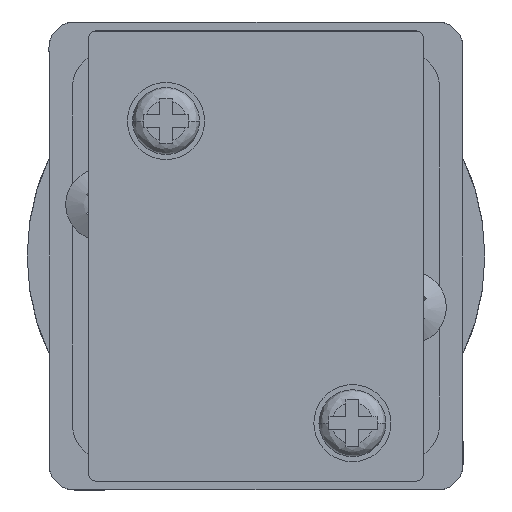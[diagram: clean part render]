
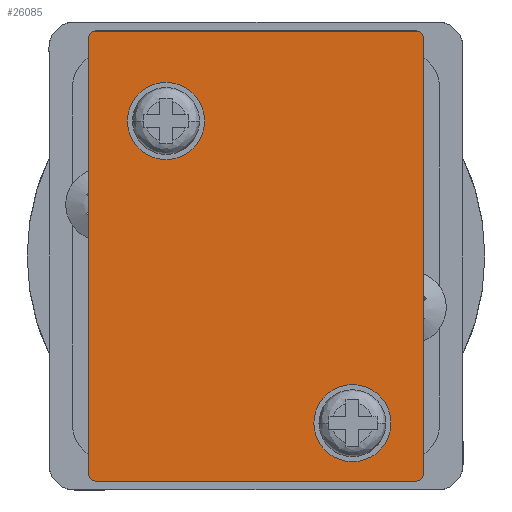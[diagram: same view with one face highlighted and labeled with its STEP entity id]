
A CAD part, front view. The second image highlights one B-rep face of the part: STEP entity #26085.
In plain terms, the highlighted planar face has unit normal (0, -1, 0).
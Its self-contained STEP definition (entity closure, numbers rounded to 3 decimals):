
#150 = AXIS2_PLACEMENT_3D ( 'NONE', #48256, #24013, #52327 ) ;
#183 = DIRECTION ( 'NONE',  ( -1., 0., 0. ) ) ;
#1178 = DIRECTION ( 'NONE',  ( -1., 0., 0. ) ) ;
#2094 = ORIENTED_EDGE ( 'NONE', *, *, #2938, .F. ) ;
#2363 = PLANE ( 'NONE',  #24955 ) ;
#2938 = EDGE_CURVE ( 'NONE', #5815, #19166, #17067, .T. ) ;
#3217 = CARTESIAN_POINT ( 'NONE',  ( -7., -41.361, -24.361 ) ) ;
#3387 = VERTEX_POINT ( 'NONE', #40019 ) ;
#3651 = CARTESIAN_POINT ( 'NONE',  ( 10.5, -41.361, -47.861 ) ) ;
#3920 = DIRECTION ( 'NONE',  ( 1., 0., 0. ) ) ;
#4069 = DIRECTION ( 'NONE',  ( 0., 0., 1. ) ) ;
#5107 = FACE_BOUND ( 'NONE', #22358, .T. ) ;
#5568 = AXIS2_PLACEMENT_3D ( 'NONE', #20985, #49318, #25068 ) ;
#5815 = VERTEX_POINT ( 'NONE', #34164 ) ;
#6025 = CARTESIAN_POINT ( 'NONE',  ( 13., -41.361, -17.861 ) ) ;
#6425 = DIRECTION ( 'NONE',  ( 0., 1., 0. ) ) ;
#7266 = DIRECTION ( 'NONE',  ( 1., 0., 0. ) ) ;
#7667 = EDGE_LOOP ( 'NONE', ( #10825, #44327 ) ) ;
#8584 = LINE ( 'NONE', #17566, #19397 ) ;
#8763 = CARTESIAN_POINT ( 'NONE',  ( 12.5, -41.361, -17.361 ) ) ;
#9362 = VECTOR ( 'NONE', #4069, 1000. ) ;
#10150 = AXIS2_PLACEMENT_3D ( 'NONE', #49741, #25475, #1178 ) ;
#10825 = ORIENTED_EDGE ( 'NONE', *, *, #47688, .F. ) ;
#11075 = DIRECTION ( 'NONE',  ( 0., -1., 0. ) ) ;
#11624 = CARTESIAN_POINT ( 'NONE',  ( -13., -41.361, -51.861 ) ) ;
#12107 = VERTEX_POINT ( 'NONE', #3651 ) ;
#12771 = LINE ( 'NONE', #23481, #33113 ) ;
#13645 = EDGE_CURVE ( 'NONE', #20044, #22525, #31890, .T. ) ;
#13646 = ORIENTED_EDGE ( 'NONE', *, *, #20037, .F. ) ;
#14238 = EDGE_CURVE ( 'NONE', #22762, #19336, #46986, .T. ) ;
#14525 = CIRCLE ( 'NONE', #40165, 3. ) ;
#14667 = VERTEX_POINT ( 'NONE', #29320 ) ;
#17067 = CIRCLE ( 'NONE', #10150, 0.5 ) ;
#17188 = FACE_OUTER_BOUND ( 'NONE', #42407, .T. ) ;
#17471 = ORIENTED_EDGE ( 'NONE', *, *, #47999, .F. ) ;
#17566 = CARTESIAN_POINT ( 'NONE',  ( -13., -41.361, -34.861 ) ) ;
#19166 = VERTEX_POINT ( 'NONE', #49423 ) ;
#19336 = VERTEX_POINT ( 'NONE', #6025 ) ;
#19397 = VECTOR ( 'NONE', #45884, 1000. ) ;
#20037 = EDGE_CURVE ( 'NONE', #12107, #27106, #33018, .T. ) ;
#20044 = VERTEX_POINT ( 'NONE', #39295 ) ;
#20985 = CARTESIAN_POINT ( 'NONE',  ( 7.5, -41.361, -47.861 ) ) ;
#21916 = ORIENTED_EDGE ( 'NONE', *, *, #14238, .F. ) ;
#22015 = EDGE_CURVE ( 'NONE', #5815, #19336, #40447, .T. ) ;
#22219 = VECTOR ( 'NONE', #44117, 1000. ) ;
#22358 = EDGE_LOOP ( 'NONE', ( #13646, #29866 ) ) ;
#22525 = VERTEX_POINT ( 'NONE', #11624 ) ;
#22762 = VERTEX_POINT ( 'NONE', #8763 ) ;
#22884 = DIRECTION ( 'NONE',  ( 0., 1., 0. ) ) ;
#23481 = CARTESIAN_POINT ( 'NONE',  ( 0., -41.361, -17.361 ) ) ;
#23872 = CIRCLE ( 'NONE', #27956, 3. ) ;
#24013 = DIRECTION ( 'NONE',  ( 0., 1., 0. ) ) ;
#24485 = DIRECTION ( 'NONE',  ( 0., 1., 0. ) ) ;
#24955 = AXIS2_PLACEMENT_3D ( 'NONE', #26515, #6425, #34845 ) ;
#25068 = DIRECTION ( 'NONE',  ( 1., 0., 0. ) ) ;
#25169 = ORIENTED_EDGE ( 'NONE', *, *, #42576, .F. ) ;
#25475 = DIRECTION ( 'NONE',  ( 0., 1., 0. ) ) ;
#26085 = ADVANCED_FACE ( 'NONE', ( #17188, #5107, #46954 ), #2363, .F. ) ;
#26312 = ORIENTED_EDGE ( 'NONE', *, *, #13645, .F. ) ;
#26515 = CARTESIAN_POINT ( 'NONE',  ( 0., -41.361, -34.861 ) ) ;
#27106 = VERTEX_POINT ( 'NONE', #29705 ) ;
#27867 = CARTESIAN_POINT ( 'NONE',  ( 0., -41.361, -52.361 ) ) ;
#27956 = AXIS2_PLACEMENT_3D ( 'NONE', #3217, #31625, #7266 ) ;
#28235 = DIRECTION ( 'NONE',  ( 0., -1., 0. ) ) ;
#29320 = CARTESIAN_POINT ( 'NONE',  ( -10., -41.361, -24.361 ) ) ;
#29500 = EDGE_CURVE ( 'NONE', #19166, #20044, #34289, .T. ) ;
#29705 = CARTESIAN_POINT ( 'NONE',  ( 4.5, -41.361, -47.861 ) ) ;
#29866 = ORIENTED_EDGE ( 'NONE', *, *, #49011, .F. ) ;
#31625 = DIRECTION ( 'NONE',  ( 0., -1., 0. ) ) ;
#31890 = CIRCLE ( 'NONE', #150, 0.5 ) ;
#33018 = CIRCLE ( 'NONE', #46961, 3. ) ;
#33113 = VECTOR ( 'NONE', #47719, 1000. ) ;
#33506 = AXIS2_PLACEMENT_3D ( 'NONE', #48724, #24485, #183 ) ;
#34164 = CARTESIAN_POINT ( 'NONE',  ( 13., -41.361, -51.861 ) ) ;
#34289 = LINE ( 'NONE', #27867, #22219 ) ;
#34845 = DIRECTION ( 'NONE',  ( -1., 0., 0. ) ) ;
#35412 = CARTESIAN_POINT ( 'NONE',  ( 7.5, -41.361, -47.861 ) ) ;
#36542 = CARTESIAN_POINT ( 'NONE',  ( -12.5, -41.361, -17.361 ) ) ;
#36547 = CARTESIAN_POINT ( 'NONE',  ( 13., -41.361, -17.361 ) ) ;
#37307 = EDGE_CURVE ( 'NONE', #40764, #22762, #12771, .T. ) ;
#37646 = ORIENTED_EDGE ( 'NONE', *, *, #37307, .F. ) ;
#38687 = VERTEX_POINT ( 'NONE', #41032 ) ;
#39295 = CARTESIAN_POINT ( 'NONE',  ( -12.5, -41.361, -52.361 ) ) ;
#39456 = DIRECTION ( 'NONE',  ( 1., 0., 0. ) ) ;
#40019 = CARTESIAN_POINT ( 'NONE',  ( -4., -41.361, -24.361 ) ) ;
#40039 = ORIENTED_EDGE ( 'NONE', *, *, #22015, .T. ) ;
#40149 = ORIENTED_EDGE ( 'NONE', *, *, #29500, .F. ) ;
#40165 = AXIS2_PLACEMENT_3D ( 'NONE', #52452, #28235, #3920 ) ;
#40447 = LINE ( 'NONE', #36547, #9362 ) ;
#40764 = VERTEX_POINT ( 'NONE', #36542 ) ;
#41032 = CARTESIAN_POINT ( 'NONE',  ( -13., -41.361, -17.861 ) ) ;
#42407 = EDGE_LOOP ( 'NONE', ( #25169, #17471, #26312, #40149, #2094, #40039, #21916, #37646 ) ) ;
#42576 = EDGE_CURVE ( 'NONE', #38687, #40764, #44484, .T. ) ;
#42738 = CIRCLE ( 'NONE', #5568, 3. ) ;
#42746 = AXIS2_PLACEMENT_3D ( 'NONE', #47128, #22884, #51185 ) ;
#44117 = DIRECTION ( 'NONE',  ( -1., 0., 0. ) ) ;
#44327 = ORIENTED_EDGE ( 'NONE', *, *, #46286, .F. ) ;
#44484 = CIRCLE ( 'NONE', #42746, 0.5 ) ;
#45884 = DIRECTION ( 'NONE',  ( 0., 0., 1. ) ) ;
#46286 = EDGE_CURVE ( 'NONE', #14667, #3387, #14525, .T. ) ;
#46954 = FACE_BOUND ( 'NONE', #7667, .T. ) ;
#46961 = AXIS2_PLACEMENT_3D ( 'NONE', #35412, #11075, #39456 ) ;
#46986 = CIRCLE ( 'NONE', #33506, 0.5 ) ;
#47128 = CARTESIAN_POINT ( 'NONE',  ( -12.5, -41.361, -17.861 ) ) ;
#47688 = EDGE_CURVE ( 'NONE', #3387, #14667, #23872, .T. ) ;
#47719 = DIRECTION ( 'NONE',  ( 1., 0., 0. ) ) ;
#47999 = EDGE_CURVE ( 'NONE', #22525, #38687, #8584, .T. ) ;
#48256 = CARTESIAN_POINT ( 'NONE',  ( -12.5, -41.361, -51.861 ) ) ;
#48724 = CARTESIAN_POINT ( 'NONE',  ( 12.5, -41.361, -17.861 ) ) ;
#49011 = EDGE_CURVE ( 'NONE', #27106, #12107, #42738, .T. ) ;
#49318 = DIRECTION ( 'NONE',  ( 0., -1., 0. ) ) ;
#49423 = CARTESIAN_POINT ( 'NONE',  ( 12.5, -41.361, -52.361 ) ) ;
#49741 = CARTESIAN_POINT ( 'NONE',  ( 12.5, -41.361, -51.861 ) ) ;
#51185 = DIRECTION ( 'NONE',  ( -1., 0., 0. ) ) ;
#52327 = DIRECTION ( 'NONE',  ( -1., 0., 0. ) ) ;
#52452 = CARTESIAN_POINT ( 'NONE',  ( -7., -41.361, -24.361 ) ) ;
